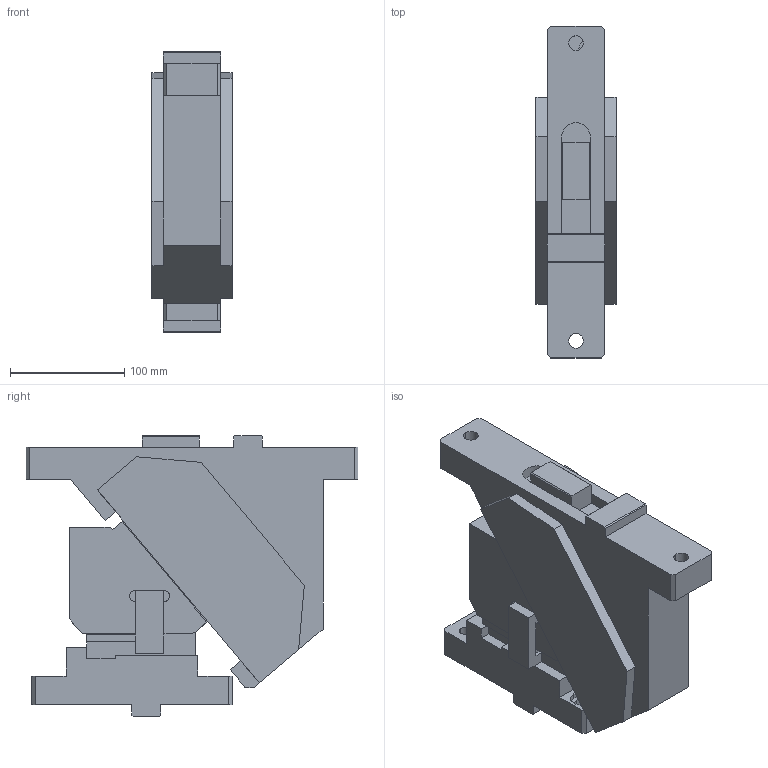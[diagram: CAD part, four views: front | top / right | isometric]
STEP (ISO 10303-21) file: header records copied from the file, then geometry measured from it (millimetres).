
FILE_DESCRIPTION(('CATIA V5 STEP Exchange'),'2;1');
FILE_NAME('CACN_F_50_00.stp','2015-04-24T09:56:37+00:00',('none'),('none'),'CATIA Version 5 Release 19 SP 2 (IN-10)','CATIA V5 STEP AP203','none');
FILE_SCHEMA(('CONFIG_CONTROL_DESIGN'));
Length unit declared in the file: millimetre
Products named in the file (1): CACN_F_50_00
Bounding box: 70 x 290 x 245 mm (x, y, z)
Volume: 2531112.5 mm3; surface area: 270488.6 mm2
Topology: 3 solids, 3 shells, 185 faces, 510 edges, 331 vertices
Faces by surface type: plane 152, cylinder 31, cone 2
Entity records: 6267 total; most frequent: CARTESIAN_POINT 1594, ORIENTED_EDGE 1016, DIRECTION 833, EDGE_CURVE 508, VECTOR 440, LINE 440, VERTEX_POINT 331, AXIS2_PLACEMENT_3D 215
